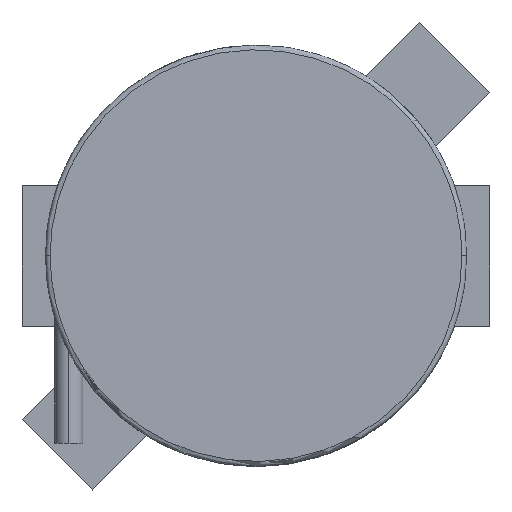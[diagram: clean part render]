
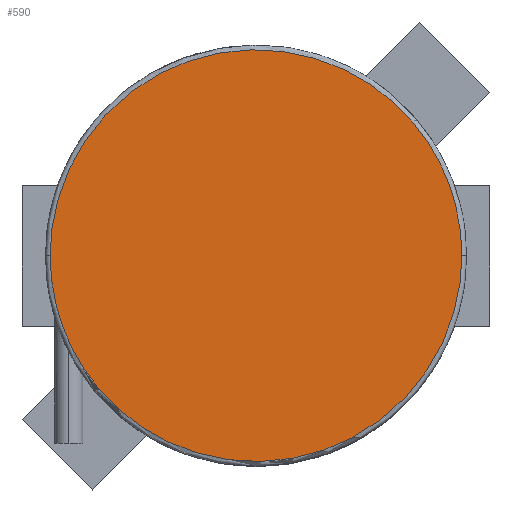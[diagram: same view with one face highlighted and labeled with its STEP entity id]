
A CAD part, top view. The second image highlights one B-rep face of the part: STEP entity #590.
In plain terms, the highlighted planar face has unit normal (0, 0, 1).
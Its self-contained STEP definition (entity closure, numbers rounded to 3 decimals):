
#529 = VERTEX_POINT ( 'NONE', #2707 ) ;
#552 = VERTEX_POINT ( 'NONE', #2782 ) ;
#554 = EDGE_CURVE ( 'NONE', #552, #529, #2780, .T. ) ;
#590 = ADVANCED_FACE ( 'NONE', ( #2907 ), #2936, .T. ) ;
#591 = EDGE_LOOP ( 'NONE', ( #592, #593 ) ) ;
#592 = ORIENTED_EDGE ( 'NONE', *, *, #554, .F. ) ;
#593 = ORIENTED_EDGE ( 'NONE', *, *, #594, .F. ) ;
#594 = EDGE_CURVE ( 'NONE', #529, #552, #2927, .T. ) ;
#2707 = CARTESIAN_POINT ( 'NONE',  ( -4.4, 0., 4.7 ) ) ;
#2775 = CARTESIAN_POINT ( 'NONE',  ( -4.4, 0., 4.7 ) ) ;
#2776 = CARTESIAN_POINT ( 'NONE',  ( -4.4, -8.8, 4.7 ) ) ;
#2777 = CARTESIAN_POINT ( 'NONE',  ( 4.4, -8.8, 4.7 ) ) ;
#2778 = CARTESIAN_POINT ( 'NONE',  ( 4.4, 0., 4.7 ) ) ;
#2780 =( BOUNDED_CURVE ( )  B_SPLINE_CURVE ( 3, ( #2778, #2777, #2776, #2775 ),
 .UNSPECIFIED., .F., .F. ) 
 B_SPLINE_CURVE_WITH_KNOTS ( ( 4, 4 ),
 ( 0., 1. ),
 .UNSPECIFIED. ) 
 CURVE ( )  GEOMETRIC_REPRESENTATION_ITEM ( )  RATIONAL_B_SPLINE_CURVE ( ( 1., 0.333, 0.333, 1. ) ) 
 REPRESENTATION_ITEM ( '' )  );
#2782 = CARTESIAN_POINT ( 'NONE',  ( 4.4, 0., 4.7 ) ) ;
#2907 = FACE_OUTER_BOUND ( 'NONE', #591, .T. ) ;
#2921 = CARTESIAN_POINT ( 'NONE',  ( 4.4, 0., 4.7 ) ) ;
#2922 = CARTESIAN_POINT ( 'NONE',  ( 4.4, 8.8, 4.7 ) ) ;
#2923 = CARTESIAN_POINT ( 'NONE',  ( -4.4, 8.8, 4.7 ) ) ;
#2924 = CARTESIAN_POINT ( 'NONE',  ( -4.4, 0., 4.7 ) ) ;
#2927 =( BOUNDED_CURVE ( )  B_SPLINE_CURVE ( 3, ( #2924, #2923, #2922, #2921 ),
 .UNSPECIFIED., .F., .T. ) 
 B_SPLINE_CURVE_WITH_KNOTS ( ( 4, 4 ),
 ( 0., 1. ),
 .UNSPECIFIED. ) 
 CURVE ( )  GEOMETRIC_REPRESENTATION_ITEM ( )  RATIONAL_B_SPLINE_CURVE ( ( 1., 0.333, 0.333, 1. ) ) 
 REPRESENTATION_ITEM ( '' )  );
#2930 = DIRECTION ( 'NONE',  ( 1., 0., 0. ) ) ;
#2932 = DIRECTION ( 'NONE',  ( 0., 0., 1. ) ) ;
#2933 = CARTESIAN_POINT ( 'NONE',  ( 0., 0., 4.7 ) ) ;
#2934 = AXIS2_PLACEMENT_3D ( 'NONE', #2933, #2932, #2930 ) ;
#2936 = PLANE ( 'NONE',  #2934 ) ;
